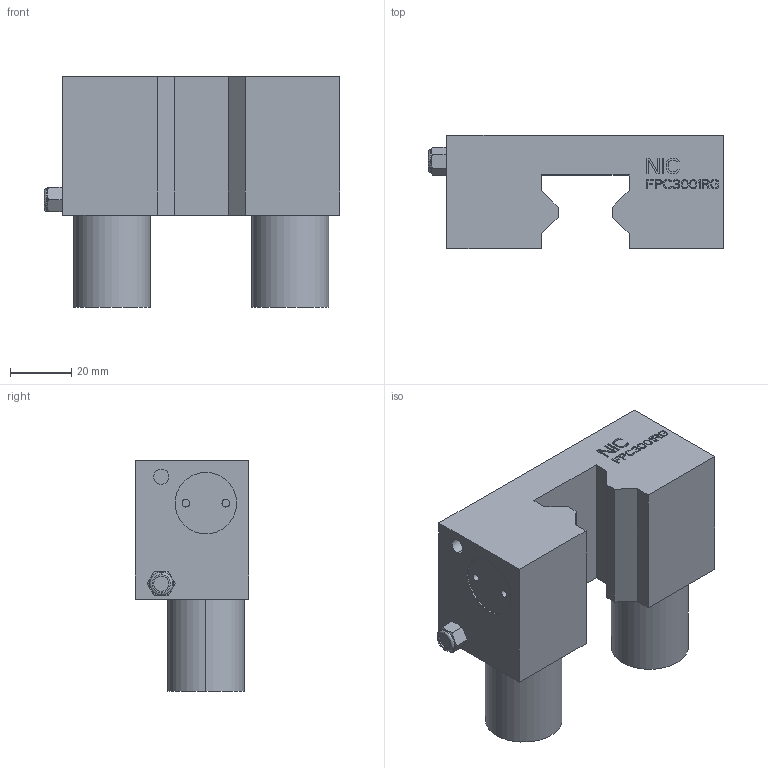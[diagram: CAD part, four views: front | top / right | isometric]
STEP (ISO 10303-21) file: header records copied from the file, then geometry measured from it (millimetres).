
FILE_DESCRIPTION((''),'2;1');
FILE_NAME('FPC3001RG','2025-05-18T18:48:01',('lx'),(''),'CREO PARAMETRIC BY PTC INC, 2018100','CREO PARAMETRIC BY PTC INC, 2018100','');
FILE_SCHEMA(('CONFIG_CONTROL_DESIGN'));
Length unit declared in the file: millimetre
Products named in the file (1): FPC3001RG
Bounding box: 96 x 37 x 75 mm (x, y, z)
Volume: 137797.4 mm3; surface area: 29810.2 mm2
Topology: 1 solids, 4 shells, 476 faces, 1290 edges, 855 vertices
Faces by surface type: plane 414, cylinder 42, cone 16, torus 2, sphere 2
Entity records: 14836 total; most frequent: CARTESIAN_POINT 2733, ORIENTED_EDGE 2576, DIRECTION 2330, EDGE_CURVE 1288, VECTOR 1150, LINE 1150, VERTEX_POINT 855, AXIS2_PLACEMENT_3D 590
